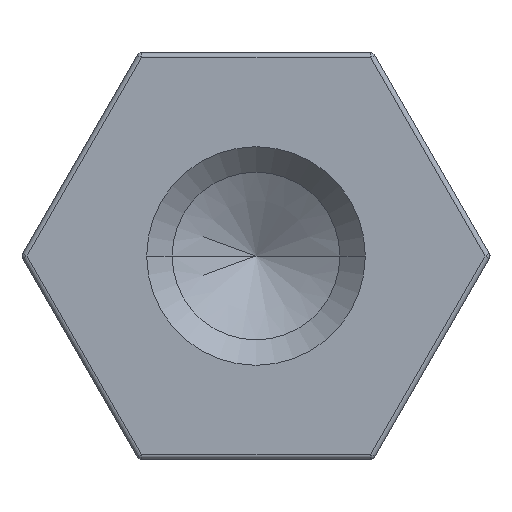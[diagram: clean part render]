
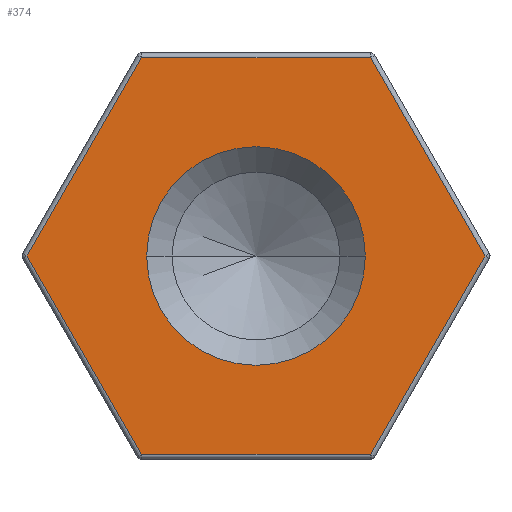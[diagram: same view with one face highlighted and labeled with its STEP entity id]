
A CAD part, left-side view. The second image highlights one B-rep face of the part: STEP entity #374.
In plain terms, the highlighted planar face has unit normal (-1, 0, 0).
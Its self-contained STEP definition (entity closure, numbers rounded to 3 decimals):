
#8 = CIRCLE ( 'NONE', #1245, 2.15 ) ;
#10 = DIRECTION ( 'NONE',  ( 0., -0.5, 0.866 ) ) ;
#32 = VERTEX_POINT ( 'NONE', #1306 ) ;
#36 = EDGE_CURVE ( 'NONE', #1037, #730, #448, .T. ) ;
#50 = CARTESIAN_POINT ( 'NONE',  ( 0., 3.377, -1.95 ) ) ;
#66 = EDGE_CURVE ( 'NONE', #981, #520, #436, .T. ) ;
#99 = DIRECTION ( 'NONE',  ( 0., -1., 0. ) ) ;
#158 = AXIS2_PLACEMENT_3D ( 'NONE', #1084, #550, #1289 ) ;
#188 = VECTOR ( 'NONE', #1240, 1000. ) ;
#194 = LINE ( 'NONE', #1165, #188 ) ;
#215 = EDGE_CURVE ( 'NONE', #829, #706, #365, .T. ) ;
#253 = LINE ( 'NONE', #845, #256 ) ;
#256 = VECTOR ( 'NONE', #10, 1000. ) ;
#267 = FACE_BOUND ( 'NONE', #718, .T. ) ;
#271 = FACE_OUTER_BOUND ( 'NONE', #883, .T. ) ;
#318 = LINE ( 'NONE', #50, #499 ) ;
#365 = CIRCLE ( 'NONE', #1297, 2.15 ) ;
#368 = DIRECTION ( 'NONE',  ( 0., 0.5, -0.866 ) ) ;
#374 = ADVANCED_FACE ( 'NONE', ( #271, #267 ), #833, .F. ) ;
#394 = EDGE_CURVE ( 'NONE', #730, #981, #253, .T. ) ;
#400 = LINE ( 'NONE', #1210, #402 ) ;
#402 = VECTOR ( 'NONE', #368, 1000. ) ;
#436 = LINE ( 'NONE', #1370, #445 ) ;
#445 = VECTOR ( 'NONE', #1396, 1000. ) ;
#448 = LINE ( 'NONE', #449, #453 ) ;
#449 = CARTESIAN_POINT ( 'NONE',  ( 0., 0., -3.9 ) ) ;
#453 = VECTOR ( 'NONE', #99, 1000. ) ;
#499 = VECTOR ( 'NONE', #1040, 1000. ) ;
#511 = CARTESIAN_POINT ( 'NONE',  ( 0., 0., 0. ) ) ;
#520 = VERTEX_POINT ( 'NONE', #1237 ) ;
#529 = EDGE_CURVE ( 'NONE', #520, #661, #194, .T. ) ;
#550 = DIRECTION ( 'NONE',  ( 1., 0., 0. ) ) ;
#576 = DIRECTION ( 'NONE',  ( 1., 0., 0. ) ) ;
#583 = ORIENTED_EDGE ( 'NONE', *, *, #215, .T. ) ;
#618 = ORIENTED_EDGE ( 'NONE', *, *, #1259, .T. ) ;
#661 = VERTEX_POINT ( 'NONE', #1113 ) ;
#662 = DIRECTION ( 'NONE',  ( 0., 1., 0. ) ) ;
#706 = VERTEX_POINT ( 'NONE', #1322 ) ;
#718 = EDGE_LOOP ( 'NONE', ( #993, #583 ) ) ;
#730 = VERTEX_POINT ( 'NONE', #1118 ) ;
#829 = VERTEX_POINT ( 'NONE', #1127 ) ;
#833 = PLANE ( 'NONE',  #158 ) ;
#845 = CARTESIAN_POINT ( 'NONE',  ( 0., -3.377, -1.95 ) ) ;
#883 = EDGE_LOOP ( 'NONE', ( #971, #926, #975, #618, #982, #917 ) ) ;
#917 = ORIENTED_EDGE ( 'NONE', *, *, #394, .T. ) ;
#926 = ORIENTED_EDGE ( 'NONE', *, *, #529, .T. ) ;
#971 = ORIENTED_EDGE ( 'NONE', *, *, #66, .T. ) ;
#975 = ORIENTED_EDGE ( 'NONE', *, *, #1016, .T. ) ;
#981 = VERTEX_POINT ( 'NONE', #1345 ) ;
#982 = ORIENTED_EDGE ( 'NONE', *, *, #36, .T. ) ;
#993 = ORIENTED_EDGE ( 'NONE', *, *, #1141, .T. ) ;
#1016 = EDGE_CURVE ( 'NONE', #661, #32, #400, .T. ) ;
#1037 = VERTEX_POINT ( 'NONE', #1356 ) ;
#1040 = DIRECTION ( 'NONE',  ( 0., -0.5, -0.866 ) ) ;
#1084 = CARTESIAN_POINT ( 'NONE',  ( 0., 0., 0. ) ) ;
#1113 = CARTESIAN_POINT ( 'NONE',  ( 0., 2.252, 3.9 ) ) ;
#1118 = CARTESIAN_POINT ( 'NONE',  ( 0., -2.252, -3.9 ) ) ;
#1127 = CARTESIAN_POINT ( 'NONE',  ( 0., -2.15, 0. ) ) ;
#1141 = EDGE_CURVE ( 'NONE', #706, #829, #8, .T. ) ;
#1165 = CARTESIAN_POINT ( 'NONE',  ( 0., 0., 3.9 ) ) ;
#1210 = CARTESIAN_POINT ( 'NONE',  ( 0., 3.377, 1.95 ) ) ;
#1231 = CARTESIAN_POINT ( 'NONE',  ( 0., 0., 0. ) ) ;
#1237 = CARTESIAN_POINT ( 'NONE',  ( 0., -2.252, 3.9 ) ) ;
#1240 = DIRECTION ( 'NONE',  ( 0., 1., 0. ) ) ;
#1245 = AXIS2_PLACEMENT_3D ( 'NONE', #1231, #576, #1296 ) ;
#1259 = EDGE_CURVE ( 'NONE', #32, #1037, #318, .T. ) ;
#1271 = DIRECTION ( 'NONE',  ( 1., 0., 0. ) ) ;
#1289 = DIRECTION ( 'NONE',  ( 0., 1., 0. ) ) ;
#1296 = DIRECTION ( 'NONE',  ( 0., 1., 0. ) ) ;
#1297 = AXIS2_PLACEMENT_3D ( 'NONE', #511, #1271, #662 ) ;
#1306 = CARTESIAN_POINT ( 'NONE',  ( 0., 4.503, 0. ) ) ;
#1322 = CARTESIAN_POINT ( 'NONE',  ( 0., 2.15, 0. ) ) ;
#1345 = CARTESIAN_POINT ( 'NONE',  ( 0., -4.503, 0. ) ) ;
#1356 = CARTESIAN_POINT ( 'NONE',  ( 0., 2.252, -3.9 ) ) ;
#1370 = CARTESIAN_POINT ( 'NONE',  ( 0., -3.377, 1.95 ) ) ;
#1396 = DIRECTION ( 'NONE',  ( 0., 0.5, 0.866 ) ) ;
